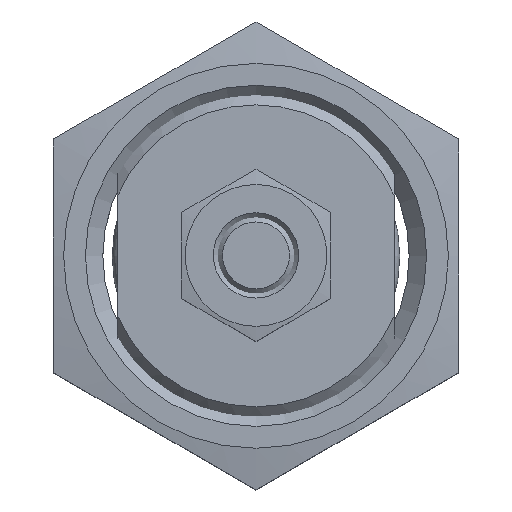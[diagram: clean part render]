
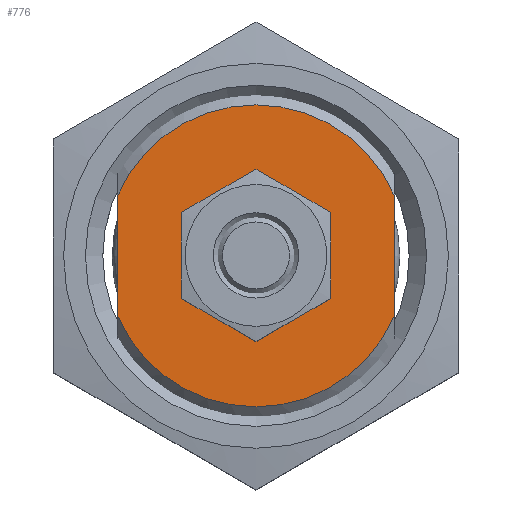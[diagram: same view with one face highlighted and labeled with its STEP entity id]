
A CAD part, top view. The second image highlights one B-rep face of the part: STEP entity #776.
In plain terms, the highlighted planar face has unit normal (0, 0, 1).
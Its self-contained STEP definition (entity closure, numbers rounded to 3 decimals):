
#54=PLANE('',#895);
#82=LINE('',#1275,#102);
#83=LINE('',#1276,#103);
#102=VECTOR('',#1029,1000.);
#103=VECTOR('',#1030,1000.);
#188=ORIENTED_EDGE('',*,*,#369,.F.);
#189=ORIENTED_EDGE('',*,*,#370,.T.);
#190=ORIENTED_EDGE('',*,*,#353,.F.);
#191=ORIENTED_EDGE('',*,*,#371,.T.);
#192=ORIENTED_EDGE('',*,*,#368,.T.);
#353=EDGE_CURVE('',#447,#448,#521,.T.);
#368=EDGE_CURVE('',#460,#460,#530,.T.);
#369=EDGE_CURVE('',#461,#462,#531,.T.);
#370=EDGE_CURVE('',#461,#448,#82,.T.);
#371=EDGE_CURVE('',#447,#462,#83,.T.);
#447=VERTEX_POINT('',#1222);
#448=VERTEX_POINT('',#1223);
#460=VERTEX_POINT('',#1270);
#461=VERTEX_POINT('',#1273);
#462=VERTEX_POINT('',#1274);
#521=CIRCLE('',#877,7.08);
#530=CIRCLE('',#894,3.5);
#531=CIRCLE('',#896,7.08);
#577=EDGE_LOOP('',(#188,#189,#190,#191));
#578=EDGE_LOOP('',(#192));
#671=FACE_BOUND('',#577,.T.);
#672=FACE_BOUND('',#578,.T.);
#776=ADVANCED_FACE('',(#671,#672),#54,.F.);
#877=AXIS2_PLACEMENT_3D('',#1221,#987,#988);
#894=AXIS2_PLACEMENT_3D('',#1269,#1023,#1024);
#895=AXIS2_PLACEMENT_3D('',#1271,#1025,#1026);
#896=AXIS2_PLACEMENT_3D('',#1272,#1027,#1028);
#987=DIRECTION('',(0.,0.,-1.));
#988=DIRECTION('',(-1.,0.,0.));
#1023=DIRECTION('',(0.,0.,-1.));
#1024=DIRECTION('',(-1.,0.,0.));
#1025=DIRECTION('',(0.,0.,-1.));
#1026=DIRECTION('',(-1.,0.,0.));
#1027=DIRECTION('',(0.,0.,-1.));
#1028=DIRECTION('',(-1.,0.,0.));
#1029=DIRECTION('',(0.,-1.,0.));
#1030=DIRECTION('',(0.,1.,0.));
#1221=CARTESIAN_POINT('',(0.,0.,-0.5));
#1222=CARTESIAN_POINT('',(6.5,-2.806,-0.5));
#1223=CARTESIAN_POINT('',(-6.5,-2.806,-0.5));
#1269=CARTESIAN_POINT('',(0.,0.,-0.5));
#1270=CARTESIAN_POINT('',(-3.5,0.,-0.5));
#1271=CARTESIAN_POINT('',(0.,3.5,-0.5));
#1272=CARTESIAN_POINT('',(0.,0.,-0.5));
#1273=CARTESIAN_POINT('',(-6.5,2.806,-0.5));
#1274=CARTESIAN_POINT('',(6.5,2.806,-0.5));
#1275=CARTESIAN_POINT('',(-6.5,3.5,-0.5));
#1276=CARTESIAN_POINT('',(6.5,3.5,-0.5));
